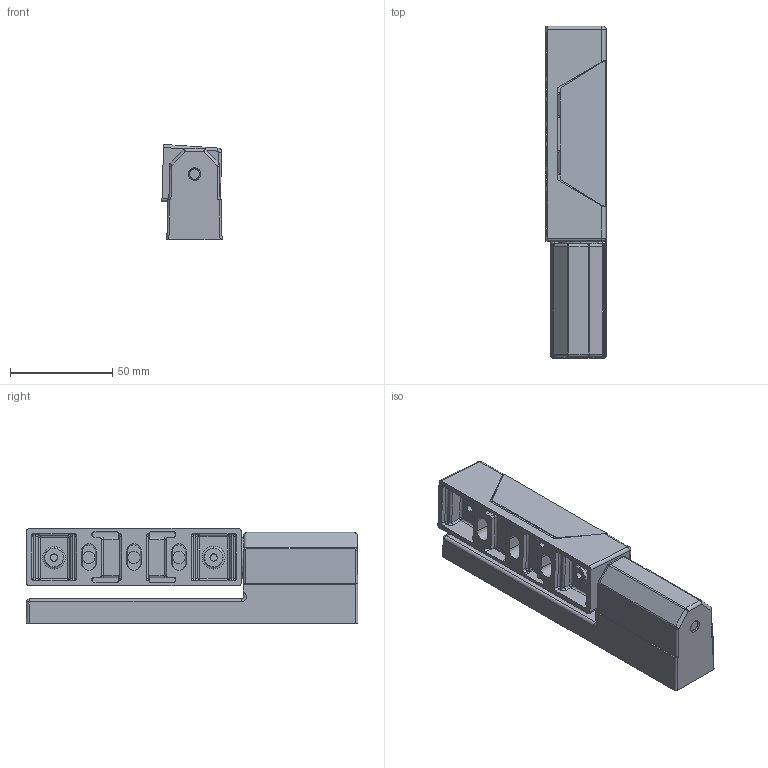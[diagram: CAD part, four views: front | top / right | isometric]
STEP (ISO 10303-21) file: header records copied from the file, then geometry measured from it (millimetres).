
FILE_DESCRIPTION (( 'STEP AP203' ), '1' );
FILE_NAME ('Žº‰ª•ÏŠ·.STEP', '2012-08-21T05:49:16', ( '' ), ( '' ), 'SwSTEP 2.0', 'SolidWorks 2011', '' );
FILE_SCHEMA (( 'CONFIG_CONTROL_DESIGN' ));
Length unit declared in the file: millimetre
Products named in the file (9): FB-611_キャップ; FB-611_シャフト; FB-611_カムB; FB-611_ヒンジB; FB-611_カムA; FB-611_ヒンジA; 室岡変換; FB-611_ヒンジカバー; FB-611_調整板
Assembly tree (8 placements, depth 2):
  室岡変換
    FB-611_調整板
    FB-611_ヒンジA
    FB-611_キャップ
    FB-611_ヒンジカバー
    FB-611_シャフト
    FB-611_カムB
    FB-611_ヒンジB
    FB-611_カムA
Bounding box: 29.41 x 162.18 x 46.46 mm (x, y, z)
Volume: 91680.8 mm3; surface area: 70397.9 mm2
Topology: 12 solids, 12 shells, 952 faces, 2490 edges, 1550 vertices
Faces by surface type: plane 431, cylinder 280, bspline 86, torus 84, cone 43, sphere 28
Entity records: 33735 total; most frequent: CARTESIAN_POINT 10852, ORIENTED_EDGE 4952, DIRECTION 4248, EDGE_CURVE 2476, VERTEX_POINT 1550, AXIS2_PLACEMENT_3D 1477, VECTOR 1294, LINE 1294
